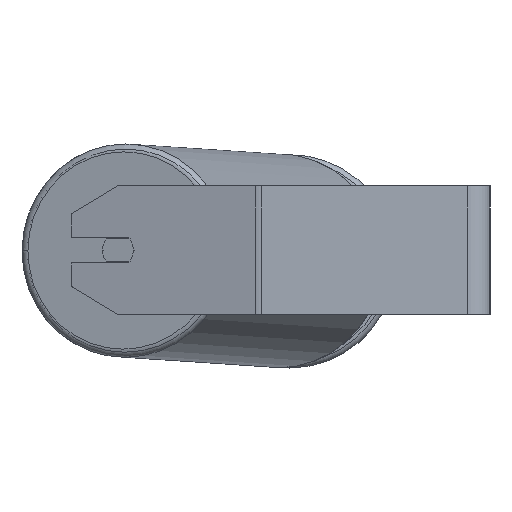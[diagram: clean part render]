
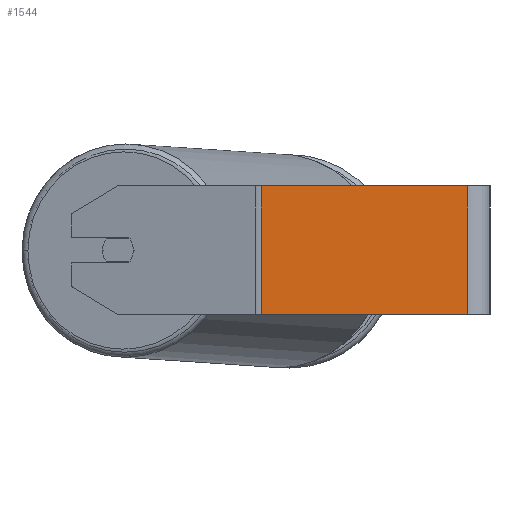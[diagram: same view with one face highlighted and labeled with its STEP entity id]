
A CAD part, left-side view. The second image highlights one B-rep face of the part: STEP entity #1544.
In plain terms, the highlighted planar face has unit normal (-1, 0, 0).
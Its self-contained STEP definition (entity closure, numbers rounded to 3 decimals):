
#204 = DIRECTION ( 'NONE',  ( 0., 0., -1. ) ) ;
#630 = CARTESIAN_POINT ( 'NONE',  ( -630., 144.461, 40. ) ) ;
#953 = DIRECTION ( 'NONE',  ( 0., -1., 0. ) ) ;
#1230 = CARTESIAN_POINT ( 'NONE',  ( -630., 142.618, 40. ) ) ;
#1544 = ADVANCED_FACE ( 'NONE', ( #5972 ), #2581, .F. ) ;
#1644 = VERTEX_POINT ( 'NONE', #8730 ) ;
#1777 = VECTOR ( 'NONE', #204, 1000. ) ;
#1882 = VECTOR ( 'NONE', #953, 1000. ) ;
#2163 = VECTOR ( 'NONE', #2508, 1000. ) ;
#2305 = ORIENTED_EDGE ( 'NONE', *, *, #4345, .T. ) ;
#2367 = CARTESIAN_POINT ( 'NONE',  ( -630., 144.461, 40. ) ) ;
#2508 = DIRECTION ( 'NONE',  ( 0., 0., -1. ) ) ;
#2581 = PLANE ( 'NONE',  #5934 ) ;
#2598 = LINE ( 'NONE', #7356, #8269 ) ;
#3601 = ORIENTED_EDGE ( 'NONE', *, *, #7414, .T. ) ;
#3826 = DIRECTION ( 'NONE',  ( 0., -1., 0. ) ) ;
#4142 = ORIENTED_EDGE ( 'NONE', *, *, #4563, .F. ) ;
#4189 = CARTESIAN_POINT ( 'NONE',  ( -630., 142.618, -40. ) ) ;
#4202 = VERTEX_POINT ( 'NONE', #4189 ) ;
#4297 = ORIENTED_EDGE ( 'NONE', *, *, #6652, .F. ) ;
#4345 = EDGE_CURVE ( 'NONE', #1644, #4202, #7268, .T. ) ;
#4421 = VERTEX_POINT ( 'NONE', #7575 ) ;
#4563 = EDGE_CURVE ( 'NONE', #1644, #4700, #6997, .T. ) ;
#4700 = VERTEX_POINT ( 'NONE', #7259 ) ;
#5214 = LINE ( 'NONE', #7911, #1777 ) ;
#5240 = EDGE_LOOP ( 'NONE', ( #3601, #4297, #4142, #2305 ) ) ;
#5934 = AXIS2_PLACEMENT_3D ( 'NONE', #630, #8012, #8551 ) ;
#5972 = FACE_OUTER_BOUND ( 'NONE', #5240, .T. ) ;
#6652 = EDGE_CURVE ( 'NONE', #4700, #4421, #5214, .T. ) ;
#6997 = LINE ( 'NONE', #2367, #1882 ) ;
#7259 = CARTESIAN_POINT ( 'NONE',  ( -630., 14., 40. ) ) ;
#7268 = LINE ( 'NONE', #1230, #2163 ) ;
#7356 = CARTESIAN_POINT ( 'NONE',  ( -630., 144.461, -40. ) ) ;
#7414 = EDGE_CURVE ( 'NONE', #4202, #4421, #2598, .T. ) ;
#7575 = CARTESIAN_POINT ( 'NONE',  ( -630., 14., -40. ) ) ;
#7911 = CARTESIAN_POINT ( 'NONE',  ( -630., 14., 40. ) ) ;
#8012 = DIRECTION ( 'NONE',  ( 1., 0., 0. ) ) ;
#8269 = VECTOR ( 'NONE', #3826, 1000. ) ;
#8551 = DIRECTION ( 'NONE',  ( 0., 0., -1. ) ) ;
#8730 = CARTESIAN_POINT ( 'NONE',  ( -630., 142.618, 40. ) ) ;
